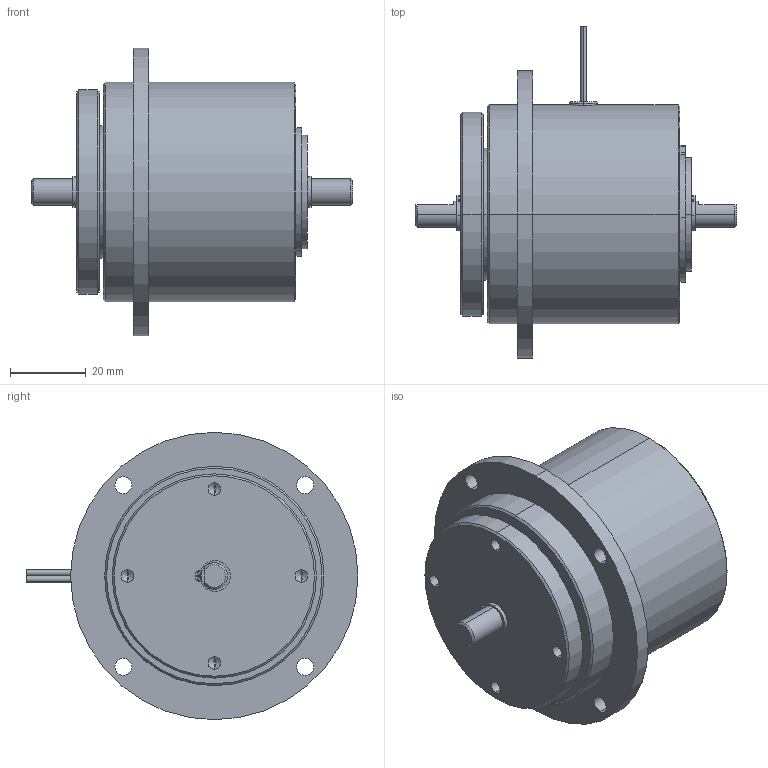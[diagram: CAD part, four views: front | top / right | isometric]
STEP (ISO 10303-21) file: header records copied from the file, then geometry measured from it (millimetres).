
FILE_DESCRIPTION (( 'STEP AP203' ), '1' );
FILE_NAME ('YPP616691.STEP', '2020-12-25T00:21:39', ( '' ), ( '' ), 'SwSTEP 2.0', 'SolidWorks 2016', '' );
FILE_SCHEMA (( 'CONFIG_CONTROL_DESIGN' ));
Length unit declared in the file: millimetre
Products named in the file (1): YPP616691
Bounding box: 85 x 87.8 x 76 mm (x, y, z)
Volume: 159823.2 mm3; surface area: 24577.1 mm2
Topology: 5 solids, 5 shells, 158 faces, 392 edges, 250 vertices
Faces by surface type: cylinder 98, plane 36, cone 22, torus 2
Entity records: 4903 total; most frequent: DIRECTION 912, CARTESIAN_POINT 871, ORIENTED_EDGE 768, EDGE_CURVE 384, AXIS2_PLACEMENT_3D 375, VERTEX_POINT 250, CIRCLE 216, EDGE_LOOP 196
